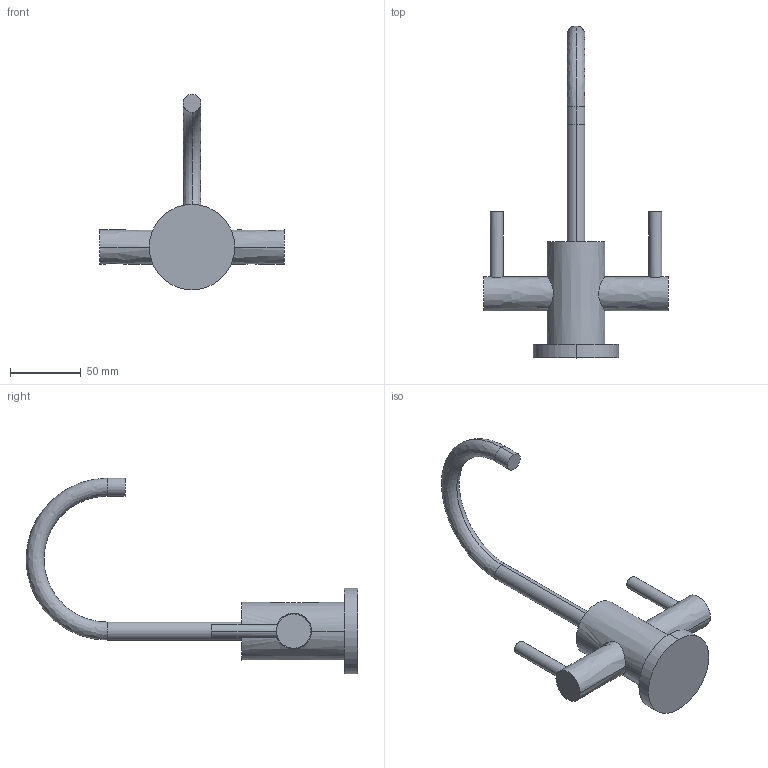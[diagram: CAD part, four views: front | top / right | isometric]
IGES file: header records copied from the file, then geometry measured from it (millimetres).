
Start section:  PTC IGES file: 106.igs
Global section: file name: 106.igs; native system: Creo Parametric by PTC Inc.; preprocessor: 2018400; author: jinson.thomas; organization: Unknown; date: 20210421.114623; units: inch
Bounding box: 130.25 x 234.31 x 138.11 mm (x, y, z)
Volume: 203564.4 mm3; surface area: 38425.7 mm2
Topology: 1 solids, 1 shells, 32 faces, 66 edges, 40 vertices
Faces by surface type: revolution 22, bspline 10
